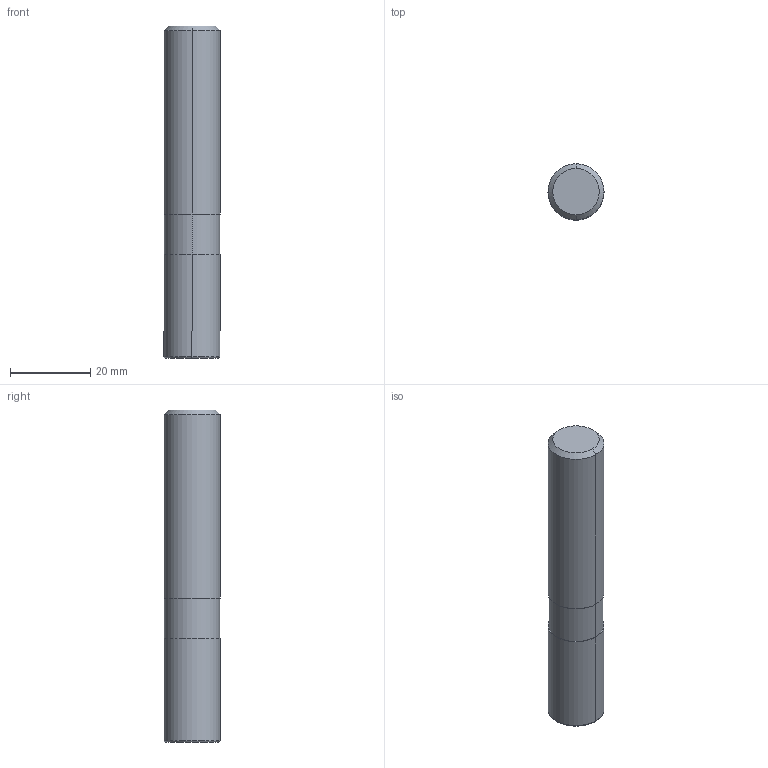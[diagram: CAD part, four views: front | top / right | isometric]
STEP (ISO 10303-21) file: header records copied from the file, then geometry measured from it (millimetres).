
FILE_DESCRIPTION((''),'2;1');
FILE_NAME('607593506-000-00-E43','2021-08-06T09:11:36',('SteckerB'),(''),'CREO PARAMETRIC BY PTC INC, 2019030','CREO PARAMETRIC BY PTC INC, 2019030','');
FILE_SCHEMA(('AP242_MANAGED_MODEL_BASED_3D_ENGINEERING_MIM_LF { 1 0 10303 442 1 1 4 }'));
Length unit declared in the file: millimetre
Products named in the file (1): 607593506-000-00-E43
Bounding box: 14 x 14 x 83 mm (x, y, z)
Volume: 12702.4 mm3; surface area: 3922 mm2
Topology: 1 solids, 1 shells, 14 faces, 51 edges, 45 vertices
Faces by surface type: cylinder 6, plane 4, torus 2, cone 2
Entity records: 962 total; most frequent: DIRECTION 108, CARTESIAN_POINT 88, PRESENTATION_STYLE_ASSIGNMENT 61, STYLED_ITEM 55, CURVE_STYLE 54, ORIENTED_EDGE 52, AXIS2_PLACEMENT_3D 39, COLOUR_RGB 34
